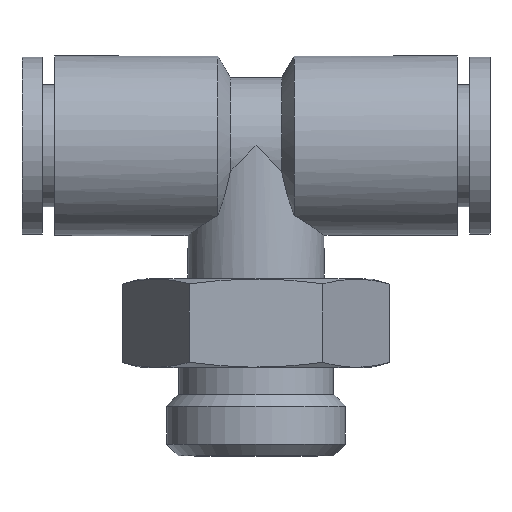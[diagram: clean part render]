
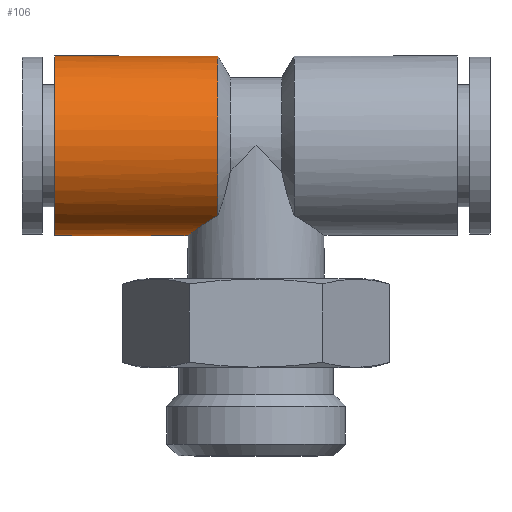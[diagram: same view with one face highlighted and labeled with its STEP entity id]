
A CAD part, top view. The second image highlights one B-rep face of the part: STEP entity #106.
In plain terms, the highlighted cylindrical face has radius 6.6 mm (diameter 13.2 mm), a full revolution.
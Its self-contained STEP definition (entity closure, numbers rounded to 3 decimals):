
#106 = ADVANCED_FACE( '', ( #234, #235 ), #236, .T. );
#234 = FACE_OUTER_BOUND( '', #373, .T. );
#235 = FACE_OUTER_BOUND( '', #374, .T. );
#236 = CYLINDRICAL_SURFACE( '', #375, 6.6 );
#373 = EDGE_LOOP( '', ( #594 ) );
#374 = EDGE_LOOP( '', ( #595, #596 ) );
#375 = AXIS2_PLACEMENT_3D( '', #597, #598, #599 );
#594 = ORIENTED_EDGE( '', *, *, #750, .F. );
#595 = ORIENTED_EDGE( '', *, *, #751, .T. );
#596 = ORIENTED_EDGE( '', *, *, #745, .T. );
#597 = CARTESIAN_POINT( '', ( -17.2, 16.3, 0. ) );
#598 = DIRECTION( '', ( 1., 0., 0. ) );
#599 = DIRECTION( '', ( 0., 0., 1. ) );
#745 = EDGE_CURVE( '', #877, #875, #878, .T. );
#750 = EDGE_CURVE( '', #884, #884, #885, .T. );
#751 = EDGE_CURVE( '', #875, #877, #886, .T. );
#875 = VERTEX_POINT( '', #1110 );
#877 = VERTEX_POINT( '', #1117 );
#878 = B_SPLINE_CURVE_WITH_KNOTS( '', 3, ( #1118, #1119, #1120, #1121, #1122, #1123, #1124, #1125, #1126, #1127, #1128, #1129, #1130, #1131, #1132, #1133, #1134, #1135, #1136, #1137, #1138, #1139, #1140, #1141 ), .UNSPECIFIED., .F., .F., ( 4, 2, 2, 2, 2, 2, 2, 2, 2, 2, 2, 4 ), ( 0., 0.001, 0.003, 0.003, 0.004, 0.005, 0.006, 0.007, 0.008, 0.008, 0.009, 0.01 ), .UNSPECIFIED. );
#884 = VERTEX_POINT( '', #1152 );
#885 = CIRCLE( '', #1153, 6.6 );
#886 = CIRCLE( '', #1154, 6.6 );
#1110 = CARTESIAN_POINT( '', ( -2.8, 11.162, 4.142 ) );
#1117 = CARTESIAN_POINT( '', ( -2.8, 11.162, -4.142 ) );
#1118 = CARTESIAN_POINT( '', ( -2.8, 11.162, -4.142 ) );
#1119 = CARTESIAN_POINT( '', ( -3.126, 10.984, -3.922 ) );
#1120 = CARTESIAN_POINT( '', ( -3.418, 10.804, -3.67 ) );
#1121 = CARTESIAN_POINT( '', ( -3.946, 10.461, -3.095 ) );
#1122 = CARTESIAN_POINT( '', ( -4.183, 10.297, -2.769 ) );
#1123 = CARTESIAN_POINT( '', ( -4.475, 10.089, -2.239 ) );
#1124 = CARTESIAN_POINT( '', ( -4.563, 10.025, -2.056 ) );
#1125 = CARTESIAN_POINT( '', ( -4.717, 9.912, -1.672 ) );
#1126 = CARTESIAN_POINT( '', ( -4.783, 9.863, -1.471 ) );
#1127 = CARTESIAN_POINT( '', ( -4.943, 9.743, -0.862 ) );
#1128 = CARTESIAN_POINT( '', ( -4.999, 9.701, -0.443 ) );
#1129 = CARTESIAN_POINT( '', ( -5.001, 9.699, 0.421 ) );
#1130 = CARTESIAN_POINT( '', ( -4.946, 9.741, 0.844 ) );
#1131 = CARTESIAN_POINT( '', ( -4.787, 9.86, 1.458 ) );
#1132 = CARTESIAN_POINT( '', ( -4.721, 9.909, 1.659 ) );
#1133 = CARTESIAN_POINT( '', ( -4.568, 10.021, 2.043 ) );
#1134 = CARTESIAN_POINT( '', ( -4.481, 10.084, 2.227 ) );
#1135 = CARTESIAN_POINT( '', ( -4.286, 10.224, 2.584 ) );
#1136 = CARTESIAN_POINT( '', ( -4.177, 10.3, 2.755 ) );
#1137 = CARTESIAN_POINT( '', ( -3.945, 10.459, 3.078 ) );
#1138 = CARTESIAN_POINT( '', ( -3.821, 10.543, 3.231 ) );
#1139 = CARTESIAN_POINT( '', ( -3.424, 10.801, 3.665 ) );
#1140 = CARTESIAN_POINT( '', ( -3.126, 10.984, 3.922 ) );
#1141 = CARTESIAN_POINT( '', ( -2.8, 11.162, 4.142 ) );
#1152 = CARTESIAN_POINT( '', ( -14.8, 16.3, 6.6 ) );
#1153 = AXIS2_PLACEMENT_3D( '', #1259, #1260, #1261 );
#1154 = AXIS2_PLACEMENT_3D( '', #1262, #1263, #1264 );
#1259 = CARTESIAN_POINT( '', ( -14.8, 16.3, 0. ) );
#1260 = DIRECTION( '', ( -1., 0., 0. ) );
#1261 = DIRECTION( '', ( 0., 0., 1. ) );
#1262 = CARTESIAN_POINT( '', ( -2.8, 16.3, 0. ) );
#1263 = DIRECTION( '', ( -1., 0., 0. ) );
#1264 = DIRECTION( '', ( 0., 0., 1. ) );
